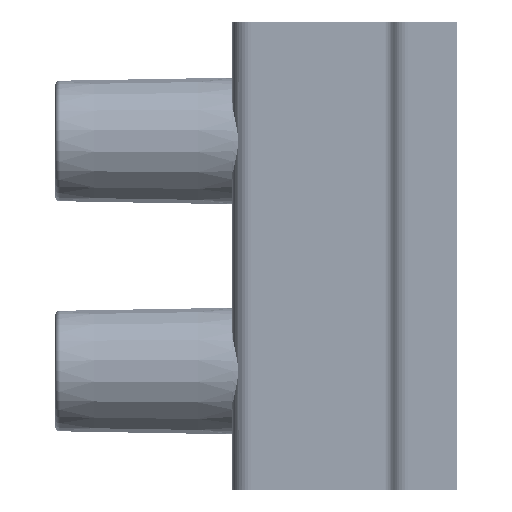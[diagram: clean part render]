
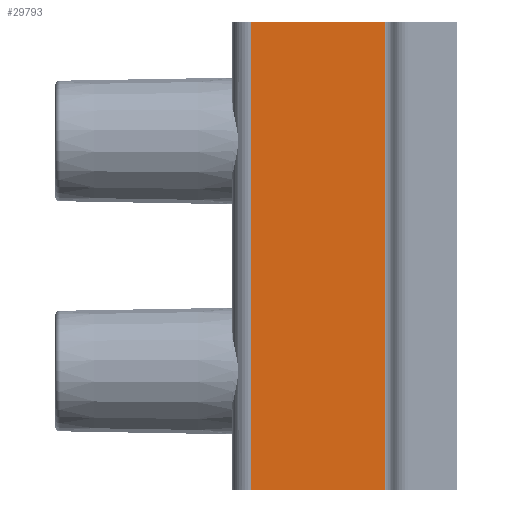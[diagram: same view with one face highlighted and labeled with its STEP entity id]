
A CAD part, left-side view. The second image highlights one B-rep face of the part: STEP entity #29793.
In plain terms, the highlighted planar face has unit normal (-1, 0, 0).
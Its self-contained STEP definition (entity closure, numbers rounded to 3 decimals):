
#1423 = EDGE_LOOP ( 'NONE', ( #20658, #39432, #10046, #13097 ) ) ;
#5609 = CARTESIAN_POINT ( 'NONE',  ( -57.84, 3.137, -10.17 ) ) ;
#5655 = PLANE ( 'NONE',  #37868 ) ;
#6172 = DIRECTION ( 'NONE',  ( 1., 0., 0. ) ) ;
#6656 = CARTESIAN_POINT ( 'NONE',  ( -57.84, 3.137, 10.17 ) ) ;
#6844 = CARTESIAN_POINT ( 'NONE',  ( -57.84, 8.95, 10.17 ) ) ;
#8475 = VERTEX_POINT ( 'NONE', #6844 ) ;
#9160 = LINE ( 'NONE', #49542, #31334 ) ;
#10046 = ORIENTED_EDGE ( 'NONE', *, *, #24436, .F. ) ;
#11480 = LINE ( 'NONE', #20157, #39506 ) ;
#13097 = ORIENTED_EDGE ( 'NONE', *, *, #29445, .T. ) ;
#13391 = DIRECTION ( 'NONE',  ( 0., 1., 0. ) ) ;
#13825 = FACE_OUTER_BOUND ( 'NONE', #1423, .T. ) ;
#18531 = LINE ( 'NONE', #6656, #24330 ) ;
#19157 = CARTESIAN_POINT ( 'NONE',  ( -57.84, 3.137, 10.17 ) ) ;
#20157 = CARTESIAN_POINT ( 'NONE',  ( -57.84, 8.95, 10.17 ) ) ;
#20658 = ORIENTED_EDGE ( 'NONE', *, *, #32004, .T. ) ;
#22469 = DIRECTION ( 'NONE',  ( 0., 0., 1. ) ) ;
#22692 = CARTESIAN_POINT ( 'NONE',  ( -57.84, 3., -10.17 ) ) ;
#24088 = VECTOR ( 'NONE', #27697, 1000. ) ;
#24330 = VECTOR ( 'NONE', #22469, 1000. ) ;
#24436 = EDGE_CURVE ( 'NONE', #31200, #40422, #31160, .T. ) ;
#27697 = DIRECTION ( 'NONE',  ( 0., 1., 0. ) ) ;
#29387 = EDGE_CURVE ( 'NONE', #8475, #40422, #11480, .T. ) ;
#29445 = EDGE_CURVE ( 'NONE', #31200, #42587, #18531, .T. ) ;
#29793 = ADVANCED_FACE ( 'NONE', ( #13825 ), #5655, .F. ) ;
#31160 = LINE ( 'NONE', #22692, #24088 ) ;
#31200 = VERTEX_POINT ( 'NONE', #5609 ) ;
#31334 = VECTOR ( 'NONE', #13391, 1000. ) ;
#31545 = DIRECTION ( 'NONE',  ( 0., 0., -1. ) ) ;
#32004 = EDGE_CURVE ( 'NONE', #42587, #8475, #9160, .T. ) ;
#37868 = AXIS2_PLACEMENT_3D ( 'NONE', #42308, #6172, #50501 ) ;
#39432 = ORIENTED_EDGE ( 'NONE', *, *, #29387, .T. ) ;
#39506 = VECTOR ( 'NONE', #31545, 1000. ) ;
#40422 = VERTEX_POINT ( 'NONE', #44997 ) ;
#42308 = CARTESIAN_POINT ( 'NONE',  ( -57.84, 3., 10.17 ) ) ;
#42587 = VERTEX_POINT ( 'NONE', #19157 ) ;
#44997 = CARTESIAN_POINT ( 'NONE',  ( -57.84, 8.95, -10.17 ) ) ;
#49542 = CARTESIAN_POINT ( 'NONE',  ( -57.84, 3., 10.17 ) ) ;
#50501 = DIRECTION ( 'NONE',  ( 0., 0., -1. ) ) ;
